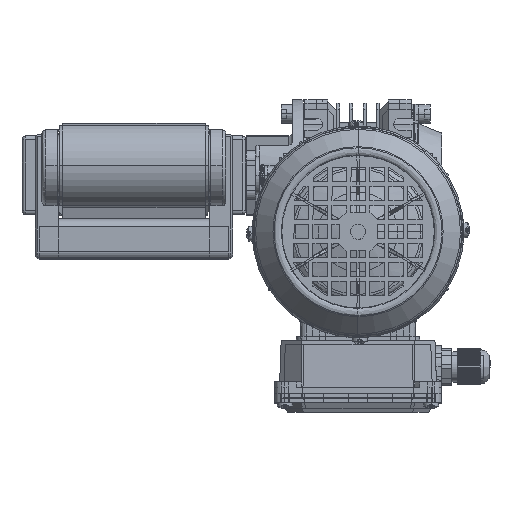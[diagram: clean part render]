
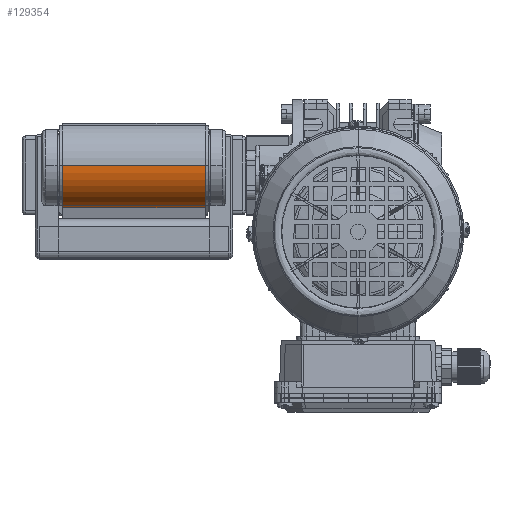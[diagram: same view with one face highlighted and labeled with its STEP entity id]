
A CAD part, top view. The second image highlights one B-rep face of the part: STEP entity #129354.
In plain terms, the highlighted cylindrical face has radius 22.3 mm (diameter 44.6 mm), a partial arc.
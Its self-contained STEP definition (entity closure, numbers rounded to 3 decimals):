
#5382 = CARTESIAN_POINT ( 'NONE',  ( 77.5, 0., 2908.3 ) ) ;
#8029 = EDGE_CURVE ( 'NONE', #83986, #148682, #168235, .T. ) ;
#10027 = ORIENTED_EDGE ( 'NONE', *, *, #146790, .T. ) ;
#15632 = EDGE_LOOP ( 'NONE', ( #78496, #95893, #10027, #89438 ) ) ;
#15663 = DIRECTION ( 'NONE',  ( 0., 0., 1. ) ) ;
#18177 = CIRCLE ( 'NONE', #176762, 22.3 ) ;
#40757 = DIRECTION ( 'NONE',  ( 0., 0., 1. ) ) ;
#41324 = CARTESIAN_POINT ( 'NONE',  ( 77.5, -22.282, 2886.891 ) ) ;
#41670 = CARTESIAN_POINT ( 'NONE',  ( 77.5, -22.282, 2886.891 ) ) ;
#41923 = DIRECTION ( 'NONE',  ( 0., 0., 1. ) ) ;
#56311 = DIRECTION ( 'NONE',  ( -1., 0., 0. ) ) ;
#56366 = CARTESIAN_POINT ( 'NONE',  ( 77.5, 0., 2886. ) ) ;
#58553 = EDGE_CURVE ( 'NONE', #83986, #191926, #151235, .T. ) ;
#70365 = AXIS2_PLACEMENT_3D ( 'NONE', #147951, #119690, #15663 ) ;
#71085 = CARTESIAN_POINT ( 'NONE',  ( 2.5, 0., 2886. ) ) ;
#75060 = CARTESIAN_POINT ( 'NONE',  ( 2.5, 0., 2908.3 ) ) ;
#78496 = ORIENTED_EDGE ( 'NONE', *, *, #58553, .F. ) ;
#83986 = VERTEX_POINT ( 'NONE', #5382 ) ;
#89438 = ORIENTED_EDGE ( 'NONE', *, *, #175440, .F. ) ;
#95893 = ORIENTED_EDGE ( 'NONE', *, *, #8029, .T. ) ;
#100125 = FACE_OUTER_BOUND ( 'NONE', #15632, .T. ) ;
#108726 = CARTESIAN_POINT ( 'NONE',  ( 77.5, 0., 2908.3 ) ) ;
#115673 = DIRECTION ( 'NONE',  ( -1., 0., 0. ) ) ;
#119690 = DIRECTION ( 'NONE',  ( 1., 0., 0. ) ) ;
#126246 = DIRECTION ( 'NONE',  ( -1., 0., 0. ) ) ;
#128280 = VECTOR ( 'NONE', #126246, 1000. ) ;
#129354 = ADVANCED_FACE ( 'NONE', ( #100125 ), #160545, .T. ) ;
#130215 = LINE ( 'NONE', #41670, #146873 ) ;
#132257 = CARTESIAN_POINT ( 'NONE',  ( 2.5, -22.282, 2886.891 ) ) ;
#132533 = AXIS2_PLACEMENT_3D ( 'NONE', #56366, #115673, #40757 ) ;
#146790 = EDGE_CURVE ( 'NONE', #148682, #160693, #18177, .T. ) ;
#146873 = VECTOR ( 'NONE', #56311, 1000. ) ;
#147951 = CARTESIAN_POINT ( 'NONE',  ( 77.5, 0., 2886. ) ) ;
#148682 = VERTEX_POINT ( 'NONE', #75060 ) ;
#151235 = CIRCLE ( 'NONE', #70365, 22.3 ) ;
#160545 = CYLINDRICAL_SURFACE ( 'NONE', #132533, 22.3 ) ;
#160693 = VERTEX_POINT ( 'NONE', #132257 ) ;
#168235 = LINE ( 'NONE', #108726, #128280 ) ;
#175395 = DIRECTION ( 'NONE',  ( 1., 0., 0. ) ) ;
#175440 = EDGE_CURVE ( 'NONE', #191926, #160693, #130215, .T. ) ;
#176762 = AXIS2_PLACEMENT_3D ( 'NONE', #71085, #175395, #41923 ) ;
#191926 = VERTEX_POINT ( 'NONE', #41324 ) ;
